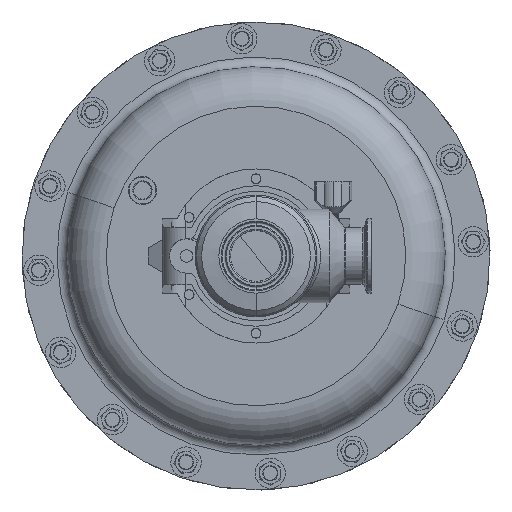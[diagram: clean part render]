
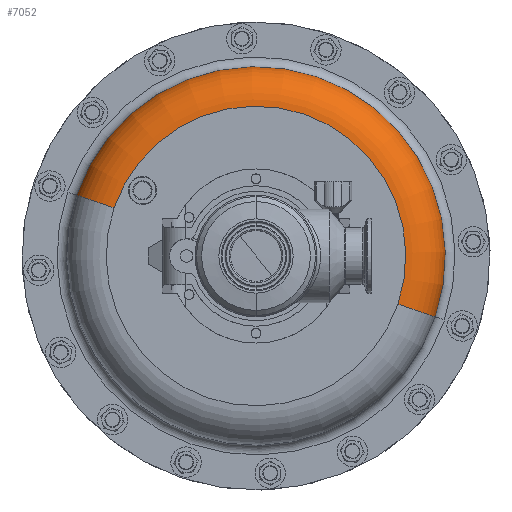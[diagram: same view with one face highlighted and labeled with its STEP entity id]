
A CAD part, front view. The second image highlights one B-rep face of the part: STEP entity #7052.
In plain terms, the highlighted toroidal (fillet/blend) face has major radius 101.6 mm and minor radius 26.772 mm.
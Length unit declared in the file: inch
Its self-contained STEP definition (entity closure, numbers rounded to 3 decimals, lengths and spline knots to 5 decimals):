
#1242 = TOROIDAL_SURFACE ( 'NONE', #8436, 4., 1.054 ) ;
#1289 = CARTESIAN_POINT ( 'NONE',  ( 3.78772, 10.919, -1.28576 ) ) ;
#2372 = VERTEX_POINT ( 'NONE', #22652 ) ;
#2932 = CARTESIAN_POINT ( 'NONE',  ( -4.78578, 10.919, 1.62456 ) ) ;
#3048 = EDGE_CURVE ( 'NONE', #7920, #44810, #46248, .T. ) ;
#5608 = CARTESIAN_POINT ( 'NONE',  ( 0., 10.919, 0. ) ) ;
#6540 = EDGE_LOOP ( 'NONE', ( #9704, #25633, #40574, #31249 ) ) ;
#6577 = AXIS2_PLACEMENT_3D ( 'NONE', #5608, #28300, #8969 ) ;
#7052 = ADVANCED_FACE ( 'NONE', ( #21736 ), #1242, .T. ) ;
#7920 = VERTEX_POINT ( 'NONE', #14708 ) ;
#8436 = AXIS2_PLACEMENT_3D ( 'NONE', #11594, #15655, #49857 ) ;
#8524 = DIRECTION ( 'NONE',  ( 0.947, 0., -0.321 ) ) ;
#8969 = DIRECTION ( 'NONE',  ( -0.947, 0., 0.321 ) ) ;
#9704 = ORIENTED_EDGE ( 'NONE', *, *, #42287, .T. ) ;
#11594 = CARTESIAN_POINT ( 'NONE',  ( 0., 10.919, 0. ) ) ;
#13428 = DIRECTION ( 'NONE',  ( -0.947, 0., 0.321 ) ) ;
#13952 = CARTESIAN_POINT ( 'NONE',  ( 4.78578, 10.919, -1.62456 ) ) ;
#14708 = CARTESIAN_POINT ( 'NONE',  ( 3.78772, 9.865, -1.28576 ) ) ;
#15655 = DIRECTION ( 'NONE',  ( 0., 1., 0. ) ) ;
#21074 = CARTESIAN_POINT ( 'NONE',  ( -3.78772, 10.919, 1.28576 ) ) ;
#21736 = FACE_OUTER_BOUND ( 'NONE', #6540, .T. ) ;
#22652 = CARTESIAN_POINT ( 'NONE',  ( -3.78772, 9.865, 1.28576 ) ) ;
#25633 = ORIENTED_EDGE ( 'NONE', *, *, #3048, .T. ) ;
#27461 = CIRCLE ( 'NONE', #6577, 5.054 ) ;
#28114 = DIRECTION ( 'NONE',  ( -0.321, 0., -0.947 ) ) ;
#28300 = DIRECTION ( 'NONE',  ( 0., 1., 0. ) ) ;
#28589 = DIRECTION ( 'NONE',  ( -0.947, 0., 0.321 ) ) ;
#29043 = CARTESIAN_POINT ( 'NONE',  ( 0., 9.865, 0. ) ) ;
#31249 = ORIENTED_EDGE ( 'NONE', *, *, #42067, .F. ) ;
#31858 = EDGE_CURVE ( 'NONE', #35316, #44810, #27461, .T. ) ;
#34102 = AXIS2_PLACEMENT_3D ( 'NONE', #1289, #39705, #8524 ) ;
#35316 = VERTEX_POINT ( 'NONE', #2932 ) ;
#36367 = AXIS2_PLACEMENT_3D ( 'NONE', #29043, #48122, #13428 ) ;
#39349 = CIRCLE ( 'NONE', #36367, 4. ) ;
#39705 = DIRECTION ( 'NONE',  ( 0.321, 0., 0.947 ) ) ;
#40574 = ORIENTED_EDGE ( 'NONE', *, *, #31858, .F. ) ;
#42067 = EDGE_CURVE ( 'NONE', #2372, #35316, #48337, .T. ) ;
#42287 = EDGE_CURVE ( 'NONE', #2372, #7920, #39349, .T. ) ;
#44810 = VERTEX_POINT ( 'NONE', #13952 ) ;
#46248 = CIRCLE ( 'NONE', #34102, 1.054 ) ;
#48122 = DIRECTION ( 'NONE',  ( 0., 1., 0. ) ) ;
#48337 = CIRCLE ( 'NONE', #49265, 1.054 ) ;
#49265 = AXIS2_PLACEMENT_3D ( 'NONE', #21074, #28114, #28589 ) ;
#49857 = DIRECTION ( 'NONE',  ( -0.947, 0., 0.321 ) ) ;
